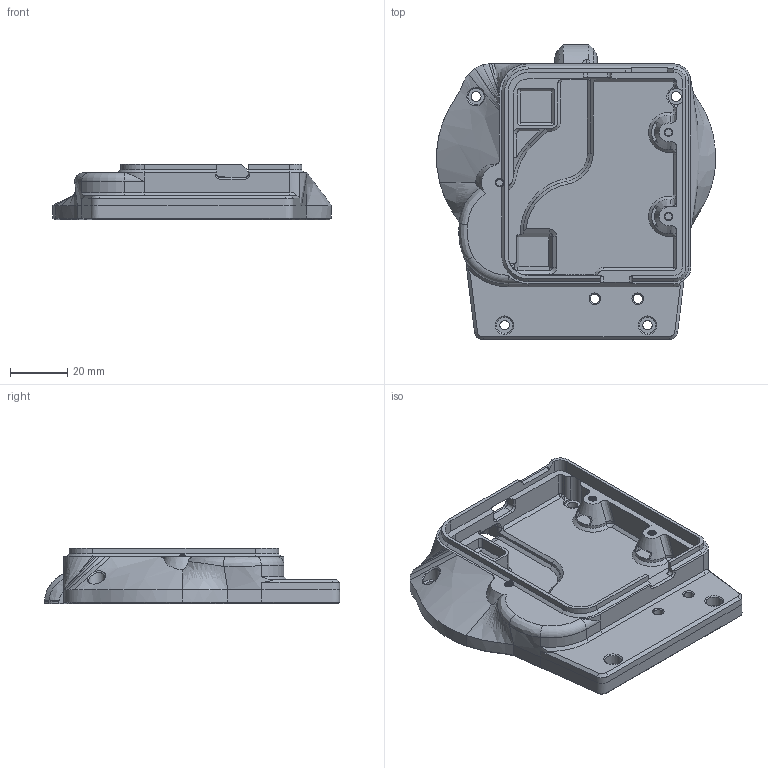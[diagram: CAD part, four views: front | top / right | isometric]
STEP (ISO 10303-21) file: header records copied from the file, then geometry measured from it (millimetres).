
FILE_DESCRIPTION(/* description */ ('','CAx-IF Rec.Pracs.---Representation and Presentation of Product Manufacturing Information (PMI)---4.0---2014-10-13'),/* implementation_level */ '2;1');
FILE_NAME(/* name */ 'OSSM v2 AIO PCB Backpack - Base.step',/* time_stamp */ '2024-12-20T15:23:32-05:00',/* author */ (''),/* organization */ (''),/* preprocessor_version */ 'ST-DEVELOPER v20',/* originating_system */ 'Autodesk Translation Framework v13.20.0.188',/* authorisation */ '');
FILE_SCHEMA (('AP242_MANAGED_MODEL_BASED_3D_ENGINEERING_MIM_LF { 1 0 10303 442 1 1 4 }'));
Length unit declared in the file: millimetre
Products named in the file (1): OSSM v2 AIO PCB Backpack - Base
Bounding box: 97.61 x 103.27 x 19.47 mm (x, y, z)
Volume: 66117.1 mm3; surface area: 27514.1 mm2
Topology: 1 solids, 1 shells, 651 faces, 1720 edges, 1086 vertices
Faces by surface type: plane 303, bspline 139, cylinder 138, cone 68, torus 3
Full cylindrical faces by diameter (mm): 2.529 x13, 3.086 x4, 3.3 x4, 3.5 x2, 3.6 x3, 5.7 x4
Entity records: 29804 total; most frequent: CARTESIAN_POINT 14719, ORIENTED_EDGE 3420, DIRECTION 2629, EDGE_CURVE 1710, VERTEX_POINT 1086, LINE 993, VECTOR 993, AXIS2_PLACEMENT_3D 818
